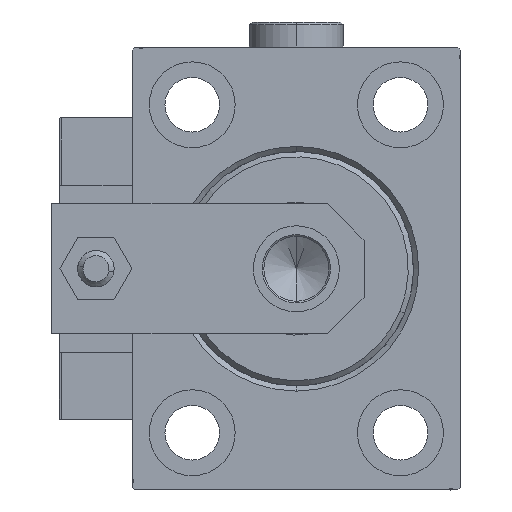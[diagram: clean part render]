
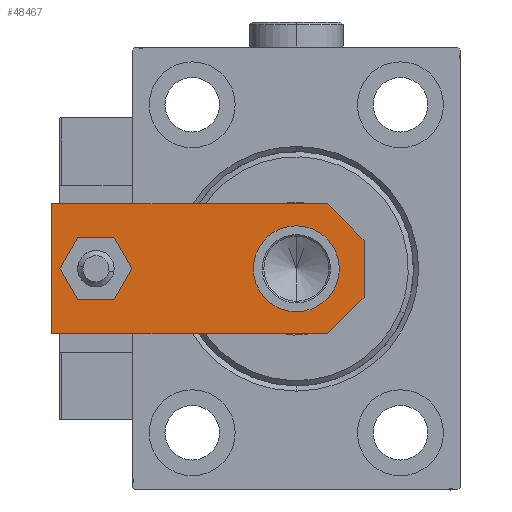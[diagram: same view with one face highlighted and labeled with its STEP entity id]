
A CAD part, left-side view. The second image highlights one B-rep face of the part: STEP entity #48467.
In plain terms, the highlighted face is planar.
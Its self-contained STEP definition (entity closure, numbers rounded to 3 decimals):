
#374 = LINE ( 'NONE', #9239, #31658 ) ;
#759 = CARTESIAN_POINT ( 'NONE',  ( -12.5, 7., 6. ) ) ;
#1260 = CARTESIAN_POINT ( 'NONE',  ( 5.5, 0., 6. ) ) ;
#1736 = VERTEX_POINT ( 'NONE', #759 ) ;
#2544 = AXIS2_PLACEMENT_3D ( 'NONE', #26290, #50243, #42166 ) ;
#2921 = CIRCLE ( 'NONE', #16246, 4. ) ;
#2994 = EDGE_LOOP ( 'NONE', ( #40992, #48476 ) ) ;
#3102 = CIRCLE ( 'NONE', #43899, 8.25 ) ;
#3989 = CARTESIAN_POINT ( 'NONE',  ( 0., 13., 6. ) ) ;
#4471 = FACE_BOUND ( 'NONE', #2994, .T. ) ;
#4628 = DIRECTION ( 'NONE',  ( -1., 0., 0. ) ) ;
#5109 = DIRECTION ( 'NONE',  ( 1., 0., 0. ) ) ;
#5325 = DIRECTION ( 'NONE',  ( 0.707, -0.707, 0. ) ) ;
#5355 = DIRECTION ( 'NONE',  ( 0., 0., 1. ) ) ;
#5573 = ORIENTED_EDGE ( 'NONE', *, *, #38104, .T. ) ;
#6487 = VECTOR ( 'NONE', #40193, 1000. ) ;
#7862 = DIRECTION ( 'NONE',  ( 1., 0., 0. ) ) ;
#7911 = DIRECTION ( 'NONE',  ( 1., 0., 0. ) ) ;
#8127 = PLANE ( 'NONE',  #37647 ) ;
#8395 = LINE ( 'NONE', #35059, #6487 ) ;
#9119 = ORIENTED_EDGE ( 'NONE', *, *, #50282, .T. ) ;
#9239 = CARTESIAN_POINT ( 'NONE',  ( 12.5, 0., 6. ) ) ;
#9603 = CARTESIAN_POINT ( 'NONE',  ( 4., 51.5, 6. ) ) ;
#10001 = VERTEX_POINT ( 'NONE', #1260 ) ;
#10276 = VERTEX_POINT ( 'NONE', #36416 ) ;
#10987 = DIRECTION ( 'NONE',  ( 0., -1., 0. ) ) ;
#14035 = EDGE_CURVE ( 'NONE', #25858, #18129, #26610, .T. ) ;
#14177 = LINE ( 'NONE', #41818, #20731 ) ;
#16246 = AXIS2_PLACEMENT_3D ( 'NONE', #48398, #5355, #5109 ) ;
#16253 = VECTOR ( 'NONE', #4628, 1000. ) ;
#16606 = EDGE_LOOP ( 'NONE', ( #9119, #34296, #19649, #5573, #18931, #28255 ) ) ;
#18129 = VERTEX_POINT ( 'NONE', #50841 ) ;
#18931 = ORIENTED_EDGE ( 'NONE', *, *, #43235, .T. ) ;
#19481 = VERTEX_POINT ( 'NONE', #49962 ) ;
#19542 = CARTESIAN_POINT ( 'NONE',  ( 0., 51.5, 6. ) ) ;
#19649 = ORIENTED_EDGE ( 'NONE', *, *, #36407, .T. ) ;
#20274 = LINE ( 'NONE', #32797, #16253 ) ;
#20731 = VECTOR ( 'NONE', #5325, 1000. ) ;
#21122 = VERTEX_POINT ( 'NONE', #46448 ) ;
#23320 = CARTESIAN_POINT ( 'NONE',  ( 8.25, 13., 6. ) ) ;
#23375 = CIRCLE ( 'NONE', #2544, 8.25 ) ;
#24589 = CARTESIAN_POINT ( 'NONE',  ( 12.5, 60., 6. ) ) ;
#25858 = VERTEX_POINT ( 'NONE', #9603 ) ;
#26290 = CARTESIAN_POINT ( 'NONE',  ( 0., 13., 6. ) ) ;
#26423 = VECTOR ( 'NONE', #42107, 1000. ) ;
#26610 = CIRCLE ( 'NONE', #29965, 4. ) ;
#26748 = LINE ( 'NONE', #38212, #26423 ) ;
#26889 = DIRECTION ( 'NONE',  ( 1., 0., 0. ) ) ;
#27142 = CARTESIAN_POINT ( 'NONE',  ( -12.5, 60., 6. ) ) ;
#28213 = FACE_OUTER_BOUND ( 'NONE', #16606, .T. ) ;
#28255 = ORIENTED_EDGE ( 'NONE', *, *, #28395, .T. ) ;
#28395 = EDGE_CURVE ( 'NONE', #50003, #10276, #20274, .T. ) ;
#29937 = VECTOR ( 'NONE', #10987, 1000. ) ;
#29965 = AXIS2_PLACEMENT_3D ( 'NONE', #19542, #31299, #26889 ) ;
#31299 = DIRECTION ( 'NONE',  ( 0., 0., 1. ) ) ;
#31658 = VECTOR ( 'NONE', #36609, 1000. ) ;
#31902 = EDGE_CURVE ( 'NONE', #18129, #25858, #2921, .T. ) ;
#32797 = CARTESIAN_POINT ( 'NONE',  ( 12.5, 60., 6. ) ) ;
#34296 = ORIENTED_EDGE ( 'NONE', *, *, #49751, .T. ) ;
#35059 = CARTESIAN_POINT ( 'NONE',  ( 2.75, -2.75, 6. ) ) ;
#36407 = EDGE_CURVE ( 'NONE', #19481, #10001, #26748, .T. ) ;
#36416 = CARTESIAN_POINT ( 'NONE',  ( -12.5, 60., 6. ) ) ;
#36609 = DIRECTION ( 'NONE',  ( 0., 1., 0. ) ) ;
#36998 = EDGE_CURVE ( 'NONE', #42506, #21122, #3102, .T. ) ;
#37080 = CARTESIAN_POINT ( 'NONE',  ( 12.5, 7., 6. ) ) ;
#37647 = AXIS2_PLACEMENT_3D ( 'NONE', #43577, #44105, #7862 ) ;
#38104 = EDGE_CURVE ( 'NONE', #10001, #45477, #8395, .T. ) ;
#38212 = CARTESIAN_POINT ( 'NONE',  ( -12.5, 0., 6. ) ) ;
#38625 = LINE ( 'NONE', #27142, #29937 ) ;
#39676 = FACE_BOUND ( 'NONE', #49804, .T. ) ;
#40193 = DIRECTION ( 'NONE',  ( 0.707, 0.707, 0. ) ) ;
#40992 = ORIENTED_EDGE ( 'NONE', *, *, #31902, .F. ) ;
#41818 = CARTESIAN_POINT ( 'NONE',  ( -2.75, -2.75, 6. ) ) ;
#42107 = DIRECTION ( 'NONE',  ( 1., 0., 0. ) ) ;
#42166 = DIRECTION ( 'NONE',  ( 1., 0., 0. ) ) ;
#42506 = VERTEX_POINT ( 'NONE', #23320 ) ;
#42897 = ORIENTED_EDGE ( 'NONE', *, *, #43696, .F. ) ;
#43235 = EDGE_CURVE ( 'NONE', #45477, #50003, #374, .T. ) ;
#43577 = CARTESIAN_POINT ( 'NONE',  ( 0., 0., 6. ) ) ;
#43696 = EDGE_CURVE ( 'NONE', #21122, #42506, #23375, .T. ) ;
#43899 = AXIS2_PLACEMENT_3D ( 'NONE', #3989, #44415, #7911 ) ;
#44105 = DIRECTION ( 'NONE',  ( 0., 0., 1. ) ) ;
#44415 = DIRECTION ( 'NONE',  ( 0., 0., 1. ) ) ;
#45477 = VERTEX_POINT ( 'NONE', #37080 ) ;
#46448 = CARTESIAN_POINT ( 'NONE',  ( -8.25, 13., 6. ) ) ;
#48398 = CARTESIAN_POINT ( 'NONE',  ( 0., 51.5, 6. ) ) ;
#48467 = ADVANCED_FACE ( 'NONE', ( #4471, #28213, #39676 ), #8127, .T. ) ;
#48476 = ORIENTED_EDGE ( 'NONE', *, *, #14035, .F. ) ;
#49751 = EDGE_CURVE ( 'NONE', #1736, #19481, #14177, .T. ) ;
#49804 = EDGE_LOOP ( 'NONE', ( #42897, #50635 ) ) ;
#49962 = CARTESIAN_POINT ( 'NONE',  ( -5.5, 0., 6. ) ) ;
#50003 = VERTEX_POINT ( 'NONE', #24589 ) ;
#50243 = DIRECTION ( 'NONE',  ( 0., 0., 1. ) ) ;
#50282 = EDGE_CURVE ( 'NONE', #10276, #1736, #38625, .T. ) ;
#50635 = ORIENTED_EDGE ( 'NONE', *, *, #36998, .F. ) ;
#50841 = CARTESIAN_POINT ( 'NONE',  ( -4., 51.5, 6. ) ) ;
